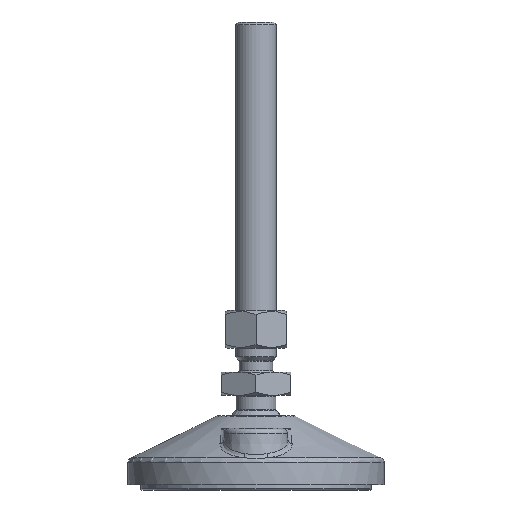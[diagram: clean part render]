
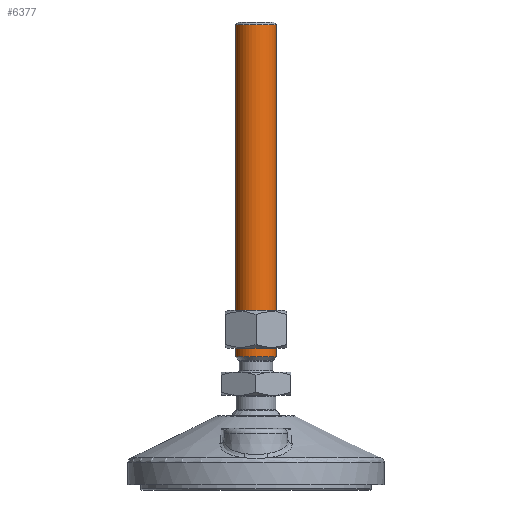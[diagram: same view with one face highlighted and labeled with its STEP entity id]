
A CAD part, front view. The second image highlights one B-rep face of the part: STEP entity #6377.
In plain terms, the highlighted cylindrical face has radius 8 mm (diameter 16 mm), a full revolution.
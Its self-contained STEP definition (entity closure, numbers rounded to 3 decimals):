
#5626=CARTESIAN_POINT('',(-8.,15.0,0.0));
#5627=VERTEX_POINT('',#5626);
#5628=CARTESIAN_POINT('',(0.,15.0,0.0));
#5629=DIRECTION('',(0.0,1.0,0.0));
#5630=DIRECTION('',(-1.0,0.0,0.0));
#5631=AXIS2_PLACEMENT_3D('',#5628,#5629,#5630);
#5632=CIRCLE('',#5631,8.0);
#5633=EDGE_CURVE('',#5627,#5627,#5632,.T.);
#6343=CARTESIAN_POINT('',(-8.,144.5,0.));
#6344=VERTEX_POINT('',#6343);
#6345=CARTESIAN_POINT('',(0.,144.5,0.0));
#6346=DIRECTION('',(0.0,1.0,0.0));
#6347=DIRECTION('',(1.0,0.0,0.0));
#6348=AXIS2_PLACEMENT_3D('',#6345,#6346,#6347);
#6349=CIRCLE('',#6348,8.);
#6350=EDGE_CURVE('',#6344,#6344,#6349,.T.);
#6366=CARTESIAN_POINT('',(0.,80.25,0.0));
#6367=DIRECTION('',(0.0,1.0,0.0));
#6368=DIRECTION('',(-1.0,0.0,0.0));
#6369=AXIS2_PLACEMENT_3D('',#6366,#6367,#6368);
#6370=CYLINDRICAL_SURFACE('',#6369,8.);
#6371=ORIENTED_EDGE('',*,*,#5633,.T.);
#6372=EDGE_LOOP('',(#6371));
#6373=FACE_OUTER_BOUND('',#6372,.T.);
#6374=ORIENTED_EDGE('',*,*,#6350,.F.);
#6375=EDGE_LOOP('',(#6374));
#6376=FACE_BOUND('',#6375,.T.);
#6377=ADVANCED_FACE('',(#6373,#6376),#6370,.T.);
